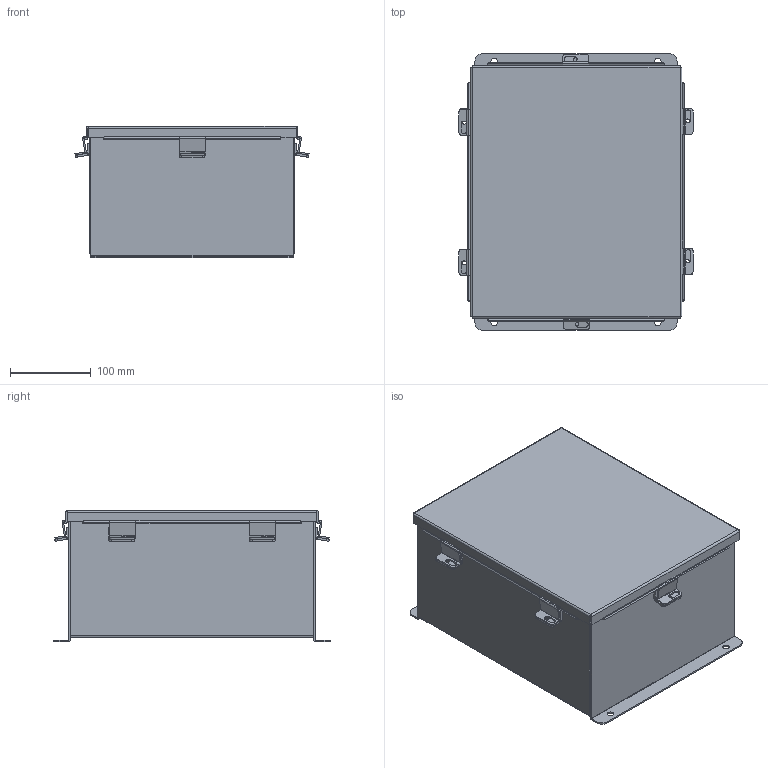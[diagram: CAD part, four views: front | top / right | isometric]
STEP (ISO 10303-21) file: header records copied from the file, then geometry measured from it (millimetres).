
FILE_DESCRIPTION (( 'STEP AP203' ), '1' );
FILE_NAME ('N121006NFSSWP.STEP', '2014-03-26T19:34:31', ( 'changeme' ), ( 'Microsoft' ), 'SwSTEP 2.0', 'SolidWorks 2013', '' );
FILE_SCHEMA (( 'CONFIG_CONTROL_DESIGN' ));
Length unit declared in the file: inch
Products named in the file (10): N121006NFSSWP JIC Bottom; N121006NFSSWP JIC_Cover_Template; N121006NFSSWP JIC Top; N121006NFSSWP JIC Enclosure Template; N121006NFSSWP; N121006NFSSWP JIC_Standoff; N121006NFSSWP JIC Cover Clamp; N121006NFSSWP HW-CD-S-25020-034; N121006NFSSWP JIC Clamp Bracket; N121006NFSSWP JIC Backpanel
Assembly tree (23 placements, depth 2):
  N121006NFSSWP
    N121006NFSSWP JIC Enclosure Template
    N121006NFSSWP JIC_Cover_Template
    N121006NFSSWP JIC_Standoff  x4
    N121006NFSSWP JIC Backpanel
    N121006NFSSWP JIC Clamp Bracket  x6
    N121006NFSSWP JIC Cover Clamp  x6
    N121006NFSSWP JIC Top
    N121006NFSSWP JIC Bottom
    N121006NFSSWP HW-CD-S-25020-034  x2
Bounding box: 289.73 x 342.28 x 162.3 mm (x, y, z)
Volume: 831540.2 mm3; surface area: 888052.2 mm2
Topology: 23 solids, 23 shells, 548 faces, 1212 edges, 716 vertices
Faces by surface type: plane 356, cylinder 172, bspline 8, torus 8, cone 4
Entity records: 9684 total; most frequent: CARTESIAN_POINT 1754, DIRECTION 1404, ORIENTED_EDGE 1284, EDGE_CURVE 642, AXIS2_PLACEMENT_3D 476, VECTOR 452, LINE 452, VERTEX_POINT 378
